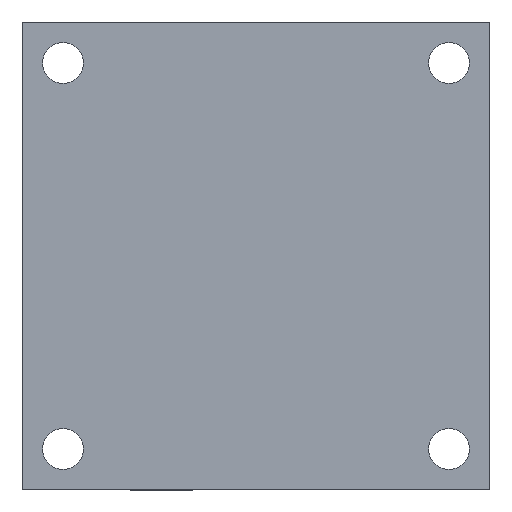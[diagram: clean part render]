
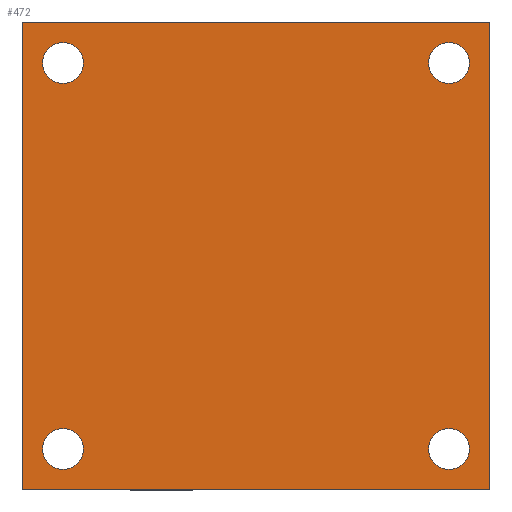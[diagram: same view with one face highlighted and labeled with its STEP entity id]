
A CAD part, front view. The second image highlights one B-rep face of the part: STEP entity #472.
In plain terms, the highlighted planar face has unit normal (0, -1, 0).
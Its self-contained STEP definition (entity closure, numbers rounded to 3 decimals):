
#32 = CARTESIAN_POINT ( 'NONE',  ( -20., 0., 20. ) ) ;
#54 = CARTESIAN_POINT ( 'NONE',  ( 20., 0., 20. ) ) ;
#59 = CARTESIAN_POINT ( 'NONE',  ( 20., 0., 20. ) ) ;
#62 = CARTESIAN_POINT ( 'NONE',  ( -20., 0., -20. ) ) ;
#66 = DIRECTION ( 'NONE',  ( 0., 0., -1. ) ) ;
#67 = CARTESIAN_POINT ( 'NONE',  ( 20., 0., -20. ) ) ;
#71 = DIRECTION ( 'NONE',  ( 1., 0., 0. ) ) ;
#86 = CARTESIAN_POINT ( 'NONE',  ( 16.5, 0., 18.25 ) ) ;
#100 = CARTESIAN_POINT ( 'NONE',  ( -16.5, 0., -14.75 ) ) ;
#123 = CARTESIAN_POINT ( 'NONE',  ( -16.5, 0., 18.25 ) ) ;
#180 = CARTESIAN_POINT ( 'NONE',  ( -20., 0., 20. ) ) ;
#188 = CARTESIAN_POINT ( 'NONE',  ( 16.5, 0., -14.75 ) ) ;
#193 = CARTESIAN_POINT ( 'NONE',  ( 16.5, 0., -16.5 ) ) ;
#195 = CARTESIAN_POINT ( 'NONE',  ( -16.5, 0., -16.5 ) ) ;
#217 = CARTESIAN_POINT ( 'NONE',  ( -20., 0., 20. ) ) ;
#218 = CARTESIAN_POINT ( 'NONE',  ( -20., 0., -20. ) ) ;
#220 = DIRECTION ( 'NONE',  ( 1., 0., 0. ) ) ;
#225 = DIRECTION ( 'NONE',  ( 0., 0., 1. ) ) ;
#226 = DIRECTION ( 'NONE',  ( 0., 1., 0. ) ) ;
#229 = PLANE ( 'NONE',  #567 ) ;
#230 = DIRECTION ( 'NONE',  ( 0., 1., 0. ) ) ;
#231 = DIRECTION ( 'NONE',  ( 0., 1., 0. ) ) ;
#233 = DIRECTION ( 'NONE',  ( 0., 0., 1. ) ) ;
#240 = DIRECTION ( 'NONE',  ( 0., 0., -1. ) ) ;
#249 = DIRECTION ( 'NONE',  ( 0., 0., 1. ) ) ;
#254 = DIRECTION ( 'NONE',  ( 0., 0., 1. ) ) ;
#264 = DIRECTION ( 'NONE',  ( 0., 0., 1. ) ) ;
#266 = DIRECTION ( 'NONE',  ( 0., 1., 0. ) ) ;
#269 = CARTESIAN_POINT ( 'NONE',  ( -16.5, 0., 16.5 ) ) ;
#271 = DIRECTION ( 'NONE',  ( 0., 1., 0. ) ) ;
#275 = CARTESIAN_POINT ( 'NONE',  ( -20., 0., 20. ) ) ;
#277 = CARTESIAN_POINT ( 'NONE',  ( 16.5, 0., 16.5 ) ) ;
#370 = VERTEX_POINT ( 'NONE', #62 ) ;
#379 = VERTEX_POINT ( 'NONE', #54 ) ;
#382 = EDGE_LOOP ( 'NONE', ( #728 ) ) ;
#383 = EDGE_LOOP ( 'NONE', ( #660, #642, #829, #801 ) ) ;
#392 = VERTEX_POINT ( 'NONE', #67 ) ;
#402 = EDGE_LOOP ( 'NONE', ( #636 ) ) ;
#417 = EDGE_LOOP ( 'NONE', ( #644 ) ) ;
#418 = VERTEX_POINT ( 'NONE', #32 ) ;
#428 = EDGE_LOOP ( 'NONE', ( #640 ) ) ;
#434 = EDGE_CURVE ( 'NONE', #370, #392, #837, .T. ) ;
#435 = EDGE_CURVE ( 'NONE', #749, #749, #813, .T. ) ;
#436 = EDGE_CURVE ( 'NONE', #379, #392, #784, .T. ) ;
#439 = EDGE_CURVE ( 'NONE', #418, #370, #722, .T. ) ;
#444 = EDGE_CURVE ( 'NONE', #738, #738, #773, .T. ) ;
#463 = EDGE_CURVE ( 'NONE', #838, #838, #610, .T. ) ;
#467 = EDGE_CURVE ( 'NONE', #589, #589, #770, .T. ) ;
#472 = ADVANCED_FACE ( 'NONE', ( #771, #803, #778, #776, #779 ), #229, .F. ) ;
#538 = EDGE_CURVE ( 'NONE', #418, #379, #700, .T. ) ;
#545 = AXIS2_PLACEMENT_3D ( 'NONE', #269, #230, #249 ) ;
#546 = AXIS2_PLACEMENT_3D ( 'NONE', #277, #226, #225 ) ;
#551 = AXIS2_PLACEMENT_3D ( 'NONE', #195, #231, #254 ) ;
#555 = AXIS2_PLACEMENT_3D ( 'NONE', #193, #271, #264 ) ;
#567 = AXIS2_PLACEMENT_3D ( 'NONE', #275, #266, #233 ) ;
#589 = VERTEX_POINT ( 'NONE', #86 ) ;
#610 = CIRCLE ( 'NONE', #545, 1.75 ) ;
#636 = ORIENTED_EDGE ( 'NONE', *, *, #467, .T. ) ;
#640 = ORIENTED_EDGE ( 'NONE', *, *, #435, .T. ) ;
#642 = ORIENTED_EDGE ( 'NONE', *, *, #436, .F. ) ;
#644 = ORIENTED_EDGE ( 'NONE', *, *, #444, .T. ) ;
#660 = ORIENTED_EDGE ( 'NONE', *, *, #434, .T. ) ;
#700 = LINE ( 'NONE', #180, #775 ) ;
#722 = LINE ( 'NONE', #217, #817 ) ;
#728 = ORIENTED_EDGE ( 'NONE', *, *, #463, .T. ) ;
#738 = VERTEX_POINT ( 'NONE', #188 ) ;
#749 = VERTEX_POINT ( 'NONE', #100 ) ;
#770 = CIRCLE ( 'NONE', #546, 1.75 ) ;
#771 = FACE_BOUND ( 'NONE', #382, .T. ) ;
#773 = CIRCLE ( 'NONE', #555, 1.75 ) ;
#775 = VECTOR ( 'NONE', #71, 1000. ) ;
#776 = FACE_BOUND ( 'NONE', #428, .T. ) ;
#778 = FACE_BOUND ( 'NONE', #417, .T. ) ;
#779 = FACE_OUTER_BOUND ( 'NONE', #383, .T. ) ;
#784 = LINE ( 'NONE', #59, #808 ) ;
#801 = ORIENTED_EDGE ( 'NONE', *, *, #439, .T. ) ;
#803 = FACE_BOUND ( 'NONE', #402, .T. ) ;
#808 = VECTOR ( 'NONE', #66, 1000. ) ;
#813 = CIRCLE ( 'NONE', #551, 1.75 ) ;
#816 = VECTOR ( 'NONE', #220, 1000. ) ;
#817 = VECTOR ( 'NONE', #240, 1000. ) ;
#829 = ORIENTED_EDGE ( 'NONE', *, *, #538, .F. ) ;
#837 = LINE ( 'NONE', #218, #816 ) ;
#838 = VERTEX_POINT ( 'NONE', #123 ) ;
